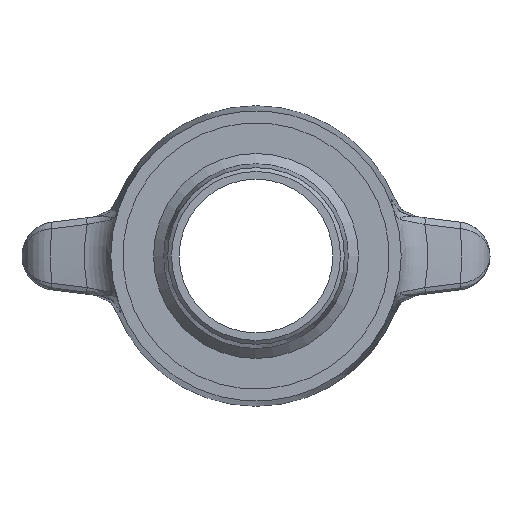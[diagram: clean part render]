
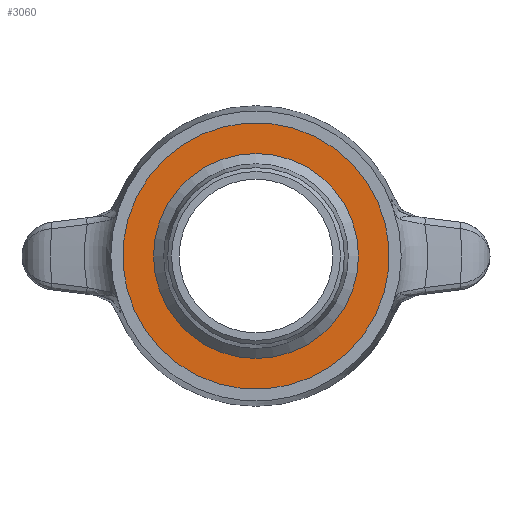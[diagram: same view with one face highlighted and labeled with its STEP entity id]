
A CAD part, front view. The second image highlights one B-rep face of the part: STEP entity #3060.
In plain terms, the highlighted planar face has unit normal (0, -1, 0).
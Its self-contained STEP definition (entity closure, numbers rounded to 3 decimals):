
#334=FACE_BOUND('',#672,.T.);
#369=PLANE('',#3323);
#474=FACE_OUTER_BOUND('',#671,.T.);
#671=EDGE_LOOP('',(#2358));
#672=EDGE_LOOP('',(#2359));
#1037=CIRCLE('',#3317,27.25);
#1040=CIRCLE('',#3321,39.);
#1286=VERTEX_POINT('',#13638);
#1289=VERTEX_POINT('',#13646);
#1653=EDGE_CURVE('',#1286,#1286,#1037,.T.);
#1658=EDGE_CURVE('',#1289,#1289,#1040,.T.);
#2358=ORIENTED_EDGE('',*,*,#1658,.T.);
#2359=ORIENTED_EDGE('',*,*,#1653,.T.);
#3060=ADVANCED_FACE('',(#474,#334),#369,.T.);
#3317=AXIS2_PLACEMENT_3D('',#13639,#3815,#3816);
#3321=AXIS2_PLACEMENT_3D('',#13648,#3825,#3826);
#3323=AXIS2_PLACEMENT_3D('',#13650,#3829,#3830);
#3815=DIRECTION('center_axis',(0.,1.,0.));
#3816=DIRECTION('ref_axis',(0.829,0.,0.56));
#3825=DIRECTION('center_axis',(0.,-1.,0.));
#3826=DIRECTION('ref_axis',(0.829,0.,0.56));
#3829=DIRECTION('center_axis',(0.,-1.,0.));
#3830=DIRECTION('ref_axis',(0.829,0.,0.56));
#13638=CARTESIAN_POINT('',(-22.581,90.135,-15.254));
#13639=CARTESIAN_POINT('Origin',(0.,90.135,
0.));
#13646=CARTESIAN_POINT('',(-32.317,90.135,-21.831));
#13648=CARTESIAN_POINT('Origin',(0.,90.135,
0.));
#13650=CARTESIAN_POINT('Origin',(0.,90.135,
0.));
